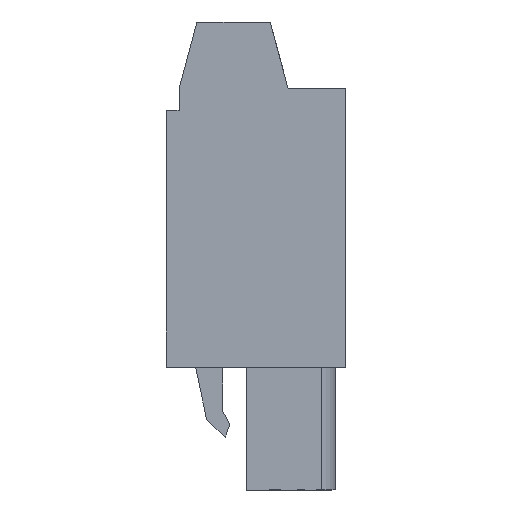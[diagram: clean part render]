
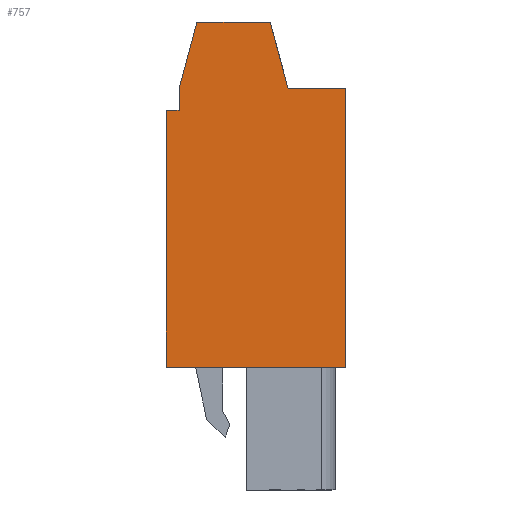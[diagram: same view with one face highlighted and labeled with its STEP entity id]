
A CAD part, left-side view. The second image highlights one B-rep face of the part: STEP entity #757.
In plain terms, the highlighted planar face has unit normal (-1, 0, 0).
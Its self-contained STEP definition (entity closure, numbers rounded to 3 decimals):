
#697=AXIS2_PLACEMENT_3D('Plane Axis2P3D',#694,#695,#696) ;
#49=CARTESIAN_POINT('Vertex',(0.,12.2,25.8)) ;
#52=CARTESIAN_POINT('Line Origine',(0.,11.763,25.8)) ;
#56=CARTESIAN_POINT('Vertex',(0.,11.325,25.8)) ;
#601=CARTESIAN_POINT('Line Origine',(0.,11.325,26.55)) ;
#605=CARTESIAN_POINT('Vertex',(0.,11.325,27.3)) ;
#694=CARTESIAN_POINT('Axis2P3D Location',(0.,-0.45,0.)) ;
#699=CARTESIAN_POINT('Line Origine',(0.,6.1,8.35)) ;
#703=CARTESIAN_POINT('Vertex',(0.,12.2,8.35)) ;
#705=CARTESIAN_POINT('Vertex',(0.,0.,8.35)) ;
#708=CARTESIAN_POINT('Line Origine',(0.,0.,17.825)) ;
#712=CARTESIAN_POINT('Vertex',(0.,0.,27.3)) ;
#715=CARTESIAN_POINT('Line Origine',(0.,1.963,27.3)) ;
#719=CARTESIAN_POINT('Vertex',(0.,3.925,27.3)) ;
#722=CARTESIAN_POINT('Line Origine',(0.,4.528,29.55)) ;
#726=CARTESIAN_POINT('Vertex',(0.,5.131,31.8)) ;
#729=CARTESIAN_POINT('Line Origine',(0.,7.625,31.8)) ;
#733=CARTESIAN_POINT('Vertex',(0.,10.119,31.8)) ;
#736=CARTESIAN_POINT('Line Origine',(0.,10.722,29.55)) ;
#741=CARTESIAN_POINT('Line Origine',(0.,12.2,17.075)) ;
#53=DIRECTION('Vector Direction',(0.,1.,0.)) ;
#602=DIRECTION('Vector Direction',(0.,0.,-1.)) ;
#695=DIRECTION('Axis2P3D Direction',(-1.,0.,0.)) ;
#696=DIRECTION('Axis2P3D XDirection',(0.,0.,1.)) ;
#700=DIRECTION('Vector Direction',(0.,-1.,0.)) ;
#709=DIRECTION('Vector Direction',(0.,0.,1.)) ;
#716=DIRECTION('Vector Direction',(0.,1.,0.)) ;
#723=DIRECTION('Vector Direction',(0.,0.259,0.966)) ;
#730=DIRECTION('Vector Direction',(0.,1.,0.)) ;
#737=DIRECTION('Vector Direction',(0.,0.259,-0.966)) ;
#742=DIRECTION('Vector Direction',(0.,0.,-1.)) ;
#54=VECTOR('Line Direction',#53,1.) ;
#603=VECTOR('Line Direction',#602,1.) ;
#701=VECTOR('Line Direction',#700,1.) ;
#710=VECTOR('Line Direction',#709,1.) ;
#717=VECTOR('Line Direction',#716,1.) ;
#724=VECTOR('Line Direction',#723,1.) ;
#731=VECTOR('Line Direction',#730,1.) ;
#738=VECTOR('Line Direction',#737,1.) ;
#743=VECTOR('Line Direction',#742,1.) ;
#747=ORIENTED_EDGE('',*,*,#707,.T.) ;
#748=ORIENTED_EDGE('',*,*,#714,.T.) ;
#749=ORIENTED_EDGE('',*,*,#721,.T.) ;
#750=ORIENTED_EDGE('',*,*,#728,.T.) ;
#751=ORIENTED_EDGE('',*,*,#735,.T.) ;
#752=ORIENTED_EDGE('',*,*,#740,.T.) ;
#753=ORIENTED_EDGE('',*,*,#607,.T.) ;
#754=ORIENTED_EDGE('',*,*,#58,.T.) ;
#755=ORIENTED_EDGE('',*,*,#745,.T.) ;
#757=ADVANCED_FACE('HOUSING',(#756),#698,.T.) ;
#58=EDGE_CURVE('',#57,#50,#55,.T.) ;
#607=EDGE_CURVE('',#606,#57,#604,.T.) ;
#707=EDGE_CURVE('',#704,#706,#702,.T.) ;
#714=EDGE_CURVE('',#706,#713,#711,.T.) ;
#721=EDGE_CURVE('',#713,#720,#718,.T.) ;
#728=EDGE_CURVE('',#720,#727,#725,.T.) ;
#735=EDGE_CURVE('',#727,#734,#732,.T.) ;
#740=EDGE_CURVE('',#734,#606,#739,.T.) ;
#745=EDGE_CURVE('',#50,#704,#744,.T.) ;
#746=EDGE_LOOP('',(#747,#748,#749,#750,#751,#752,#753,#754,#755)) ;
#756=FACE_OUTER_BOUND('',#746,.T.) ;
#55=LINE('Line',#52,#54) ;
#604=LINE('Line',#601,#603) ;
#702=LINE('Line',#699,#701) ;
#711=LINE('Line',#708,#710) ;
#718=LINE('Line',#715,#717) ;
#725=LINE('Line',#722,#724) ;
#732=LINE('Line',#729,#731) ;
#739=LINE('Line',#736,#738) ;
#744=LINE('Line',#741,#743) ;
#698=PLANE('',#697) ;
#50=VERTEX_POINT('',#49) ;
#57=VERTEX_POINT('',#56) ;
#606=VERTEX_POINT('',#605) ;
#704=VERTEX_POINT('',#703) ;
#706=VERTEX_POINT('',#705) ;
#713=VERTEX_POINT('',#712) ;
#720=VERTEX_POINT('',#719) ;
#727=VERTEX_POINT('',#726) ;
#734=VERTEX_POINT('',#733) ;
